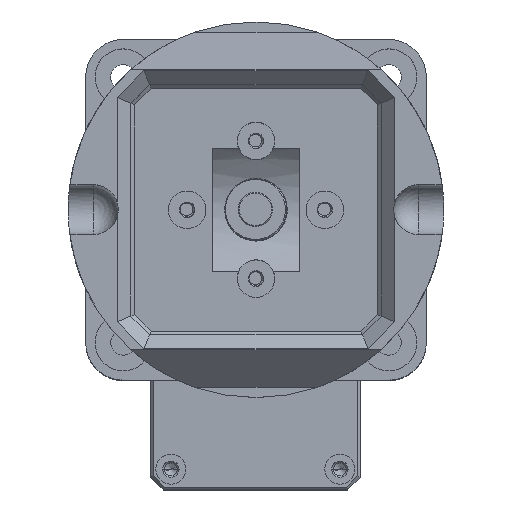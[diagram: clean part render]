
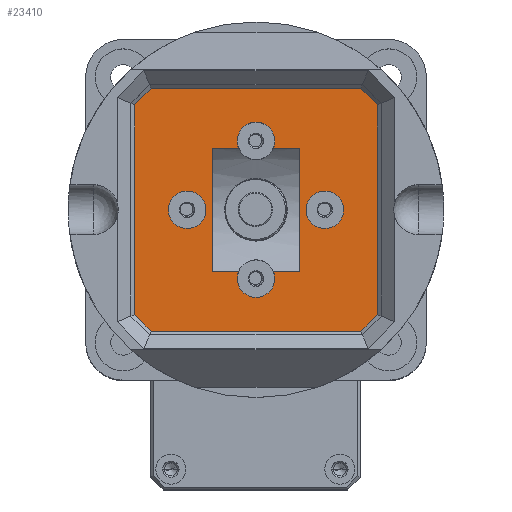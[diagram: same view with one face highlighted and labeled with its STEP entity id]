
A CAD part, top view. The second image highlights one B-rep face of the part: STEP entity #23410.
In plain terms, the highlighted face is planar.
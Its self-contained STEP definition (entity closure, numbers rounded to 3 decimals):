
#21801=CARTESIAN_POINT('',(11.,12.5,0.));
#21802=DIRECTION('',(0.,-1.,0.));
#21803=DIRECTION('',(1.,0.,0.));
#21804=AXIS2_PLACEMENT_3D('',#21801,#21802,#21803);
#21806=CARTESIAN_POINT('',(11.,12.5,0.));
#21807=DIRECTION('',(0.,-1.,0.));
#21808=DIRECTION('',(-1.,0.,0.));
#21809=AXIS2_PLACEMENT_3D('',#21806,#21807,#21808);
#21811=CARTESIAN_POINT('',(-11.,12.5,0.));
#21812=DIRECTION('',(0.,-1.,0.));
#21813=DIRECTION('',(1.,0.,0.));
#21814=AXIS2_PLACEMENT_3D('',#21811,#21812,#21813);
#21816=CARTESIAN_POINT('',(-11.,12.5,0.));
#21817=DIRECTION('',(0.,-1.,0.));
#21818=DIRECTION('',(-1.,0.,0.));
#21819=AXIS2_PLACEMENT_3D('',#21816,#21817,#21818);
#21821=DIRECTION('',(0.,0.,-1.));
#21822=VECTOR('',#21821,19.596);
#21823=CARTESIAN_POINT('',(-7.,12.5,9.798));
#21824=LINE('',#21823,#21822);
#21825=DIRECTION('',(1.,0.,0.));
#21826=VECTOR('',#21825,4.251);
#21827=CARTESIAN_POINT('',(-7.,12.5,9.798));
#21828=LINE('',#21827,#21826);
#21829=CARTESIAN_POINT('',(0.,12.5,11.));
#21830=DIRECTION('',(0.,-1.,0.));
#21831=DIRECTION('',(-1.,0.,0.));
#21832=AXIS2_PLACEMENT_3D('',#21829,#21830,#21831);
#21834=CARTESIAN_POINT('',(0.,12.5,11.));
#21835=DIRECTION('',(0.,-1.,0.));
#21836=DIRECTION('',(1.,0.,0.));
#21837=AXIS2_PLACEMENT_3D('',#21834,#21835,#21836);
#21839=CARTESIAN_POINT('',(0.,12.5,11.));
#21840=DIRECTION('',(0.,-1.,0.));
#21841=DIRECTION('',(0.916,0.,-0.401));
#21842=AXIS2_PLACEMENT_3D('',#21839,#21840,#21841);
#21844=DIRECTION('',(1.,0.,0.));
#21845=VECTOR('',#21844,4.251);
#21846=CARTESIAN_POINT('',(2.749,12.5,9.798));
#21847=LINE('',#21846,#21845);
#21848=DIRECTION('',(0.,0.,-1.));
#21849=VECTOR('',#21848,19.596);
#21850=CARTESIAN_POINT('',(7.,12.5,9.798));
#21851=LINE('',#21850,#21849);
#21852=DIRECTION('',(1.,0.,0.));
#21853=VECTOR('',#21852,4.251);
#21854=CARTESIAN_POINT('',(2.749,12.5,-9.798));
#21855=LINE('',#21854,#21853);
#21856=CARTESIAN_POINT('',(0.,12.5,-11.));
#21857=DIRECTION('',(0.,-1.,0.));
#21858=DIRECTION('',(1.,0.,0.));
#21859=AXIS2_PLACEMENT_3D('',#21856,#21857,#21858);
#21861=CARTESIAN_POINT('',(0.,12.5,-11.));
#21862=DIRECTION('',(0.,-1.,0.));
#21863=DIRECTION('',(-1.,0.,0.));
#21864=AXIS2_PLACEMENT_3D('',#21861,#21862,#21863);
#21866=CARTESIAN_POINT('',(0.,12.5,-11.));
#21867=DIRECTION('',(0.,-1.,0.));
#21868=DIRECTION('',(-0.916,0.,0.401));
#21869=AXIS2_PLACEMENT_3D('',#21866,#21867,#21868);
#21871=DIRECTION('',(1.,0.,0.));
#21872=VECTOR('',#21871,4.251);
#21873=CARTESIAN_POINT('',(-7.,12.5,-9.798));
#21874=LINE('',#21873,#21872);
#21893=DIRECTION('',(0.707,0.,0.707));
#21894=VECTOR('',#21893,3.746);
#21895=CARTESIAN_POINT('',(16.751,12.5,-19.4));
#21896=LINE('',#21895,#21894);
#21897=DIRECTION('',(0.,0.,1.));
#21898=VECTOR('',#21897,33.503);
#21899=CARTESIAN_POINT('',(19.4,12.5,-16.751));
#21900=LINE('',#21899,#21898);
#21901=DIRECTION('',(-0.707,0.,0.707));
#21902=VECTOR('',#21901,3.746);
#21903=CARTESIAN_POINT('',(19.4,12.5,16.751));
#21904=LINE('',#21903,#21902);
#21905=DIRECTION('',(-1.,0.,0.));
#21906=VECTOR('',#21905,33.503);
#21907=CARTESIAN_POINT('',(16.751,12.5,19.4));
#21908=LINE('',#21907,#21906);
#21909=DIRECTION('',(-0.707,0.,-0.707));
#21910=VECTOR('',#21909,3.746);
#21911=CARTESIAN_POINT('',(-16.751,12.5,19.4));
#21912=LINE('',#21911,#21910);
#21913=DIRECTION('',(0.,0.,-1.));
#21914=VECTOR('',#21913,33.503);
#21915=CARTESIAN_POINT('',(-19.4,12.5,16.751));
#21916=LINE('',#21915,#21914);
#21917=DIRECTION('',(0.707,0.,-0.707));
#21918=VECTOR('',#21917,3.746);
#21919=CARTESIAN_POINT('',(-19.4,12.5,-16.751));
#21920=LINE('',#21919,#21918);
#21921=DIRECTION('',(1.,0.,0.));
#21922=VECTOR('',#21921,33.503);
#21923=CARTESIAN_POINT('',(-16.751,12.5,-19.4));
#21924=LINE('',#21923,#21922);
#22020=CARTESIAN_POINT('',(-2.749,12.5,-9.798));
#22033=CARTESIAN_POINT('',(2.749,12.5,-9.798));
#22102=CARTESIAN_POINT('',(2.749,12.5,9.798));
#22121=CARTESIAN_POINT('',(-2.749,12.5,9.798));
#22533=CARTESIAN_POINT('',(-3.,12.5,-11.));
#22534=CARTESIAN_POINT('',(3.,12.5,-11.));
#22535=VERTEX_POINT('',#22533);
#22536=VERTEX_POINT('',#22534);
#22537=CARTESIAN_POINT('',(14.,12.5,0.));
#22538=CARTESIAN_POINT('',(8.,12.5,0.));
#22539=VERTEX_POINT('',#22537);
#22540=VERTEX_POINT('',#22538);
#22541=CARTESIAN_POINT('',(3.,12.5,11.));
#22542=CARTESIAN_POINT('',(-3.,12.5,11.));
#22543=VERTEX_POINT('',#22541);
#22544=VERTEX_POINT('',#22542);
#22545=CARTESIAN_POINT('',(-8.,12.5,0.));
#22546=CARTESIAN_POINT('',(-14.,12.5,0.));
#22547=VERTEX_POINT('',#22545);
#22548=VERTEX_POINT('',#22546);
#22551=VERTEX_POINT('',#22020);
#22552=VERTEX_POINT('',#22033);
#22553=VERTEX_POINT('',#22102);
#22554=VERTEX_POINT('',#22121);
#22555=CARTESIAN_POINT('',(-7.,12.5,9.798));
#22556=CARTESIAN_POINT('',(-7.,12.5,-9.798));
#22557=VERTEX_POINT('',#22555);
#22558=VERTEX_POINT('',#22556);
#22559=CARTESIAN_POINT('',(7.,12.5,9.798));
#22560=CARTESIAN_POINT('',(7.,12.5,-9.798));
#22561=VERTEX_POINT('',#22559);
#22562=VERTEX_POINT('',#22560);
#22763=CARTESIAN_POINT('',(16.751,12.5,-19.4));
#22764=CARTESIAN_POINT('',(19.4,12.5,-16.751));
#22765=VERTEX_POINT('',#22763);
#22766=VERTEX_POINT('',#22764);
#22767=CARTESIAN_POINT('',(19.4,12.5,16.751));
#22768=VERTEX_POINT('',#22767);
#22771=CARTESIAN_POINT('',(16.751,12.5,19.4));
#22772=VERTEX_POINT('',#22771);
#22775=CARTESIAN_POINT('',(-16.751,12.5,19.4));
#22776=VERTEX_POINT('',#22775);
#22781=CARTESIAN_POINT('',(-19.4,12.5,16.751));
#22782=VERTEX_POINT('',#22781);
#22783=CARTESIAN_POINT('',(-19.4,12.5,-16.751));
#22784=VERTEX_POINT('',#22783);
#22787=CARTESIAN_POINT('',(-16.751,12.5,-19.4));
#22788=VERTEX_POINT('',#22787);
#23350=CARTESIAN_POINT('',(0.,12.5,0.));
#23351=DIRECTION('',(0.,1.,0.));
#23352=DIRECTION('',(1.,0.,0.));
#23353=AXIS2_PLACEMENT_3D('',#23350,#23351,#23352);
#23354=PLANE('',#23353);
#23356=ORIENTED_EDGE('',*,*,#23355,.T.);
#23357=ORIENTED_EDGE('',*,*,#23317,.T.);
#23359=ORIENTED_EDGE('',*,*,#23358,.T.);
#23361=ORIENTED_EDGE('',*,*,#23360,.T.);
#23363=ORIENTED_EDGE('',*,*,#23362,.T.);
#23365=ORIENTED_EDGE('',*,*,#23364,.T.);
#23367=ORIENTED_EDGE('',*,*,#23366,.T.);
#23369=ORIENTED_EDGE('',*,*,#23368,.T.);
#23370=EDGE_LOOP('',(#23356,#23357,#23359,#23361,#23363,#23365,#23367,#23369));
#23371=FACE_OUTER_BOUND('',#23370,.F.);
#23373=ORIENTED_EDGE('',*,*,#23372,.F.);
#23375=ORIENTED_EDGE('',*,*,#23374,.F.);
#23376=EDGE_LOOP('',(#23373,#23375));
#23377=FACE_BOUND('',#23376,.F.);
#23379=ORIENTED_EDGE('',*,*,#23378,.F.);
#23381=ORIENTED_EDGE('',*,*,#23380,.F.);
#23382=EDGE_LOOP('',(#23379,#23381));
#23383=FACE_BOUND('',#23382,.F.);
#23385=ORIENTED_EDGE('',*,*,#23384,.F.);
#23387=ORIENTED_EDGE('',*,*,#23386,.T.);
#23389=ORIENTED_EDGE('',*,*,#23388,.F.);
#23391=ORIENTED_EDGE('',*,*,#23390,.F.);
#23393=ORIENTED_EDGE('',*,*,#23392,.F.);
#23395=ORIENTED_EDGE('',*,*,#23394,.T.);
#23397=ORIENTED_EDGE('',*,*,#23396,.T.);
#23399=ORIENTED_EDGE('',*,*,#23398,.F.);
#23401=ORIENTED_EDGE('',*,*,#23400,.F.);
#23403=ORIENTED_EDGE('',*,*,#23402,.F.);
#23405=ORIENTED_EDGE('',*,*,#23404,.F.);
#23407=ORIENTED_EDGE('',*,*,#23406,.F.);
#23408=EDGE_LOOP('',(#23385,#23387,#23389,#23391,#23393,#23395,#23397,#23399,
#23401,#23403,#23405,#23407));
#23409=FACE_BOUND('',#23408,.F.);
#23410=ADVANCED_FACE('',(#23371,#23377,#23383,#23409),#23354,.T.);
#21805=CIRCLE('',#21804,3.);
#21810=CIRCLE('',#21809,3.);
#21815=CIRCLE('',#21814,3.);
#21820=CIRCLE('',#21819,3.);
#21833=CIRCLE('',#21832,3.);
#21838=CIRCLE('',#21837,3.);
#21843=CIRCLE('',#21842,3.);
#21860=CIRCLE('',#21859,3.);
#21865=CIRCLE('',#21864,3.);
#21870=CIRCLE('',#21869,3.);
#23317=EDGE_CURVE('',#22766,#22768,#21900,.T.);
#23355=EDGE_CURVE('',#22765,#22766,#21896,.T.);
#23358=EDGE_CURVE('',#22768,#22772,#21904,.T.);
#23360=EDGE_CURVE('',#22772,#22776,#21908,.T.);
#23362=EDGE_CURVE('',#22776,#22782,#21912,.T.);
#23364=EDGE_CURVE('',#22782,#22784,#21916,.T.);
#23366=EDGE_CURVE('',#22784,#22788,#21920,.T.);
#23368=EDGE_CURVE('',#22788,#22765,#21924,.T.);
#23372=EDGE_CURVE('',#22539,#22540,#21805,.T.);
#23374=EDGE_CURVE('',#22540,#22539,#21810,.T.);
#23378=EDGE_CURVE('',#22547,#22548,#21815,.T.);
#23380=EDGE_CURVE('',#22548,#22547,#21820,.T.);
#23384=EDGE_CURVE('',#22557,#22558,#21824,.T.);
#23386=EDGE_CURVE('',#22557,#22554,#21828,.T.);
#23388=EDGE_CURVE('',#22544,#22554,#21833,.T.);
#23390=EDGE_CURVE('',#22543,#22544,#21838,.T.);
#23392=EDGE_CURVE('',#22553,#22543,#21843,.T.);
#23394=EDGE_CURVE('',#22553,#22561,#21847,.T.);
#23396=EDGE_CURVE('',#22561,#22562,#21851,.T.);
#23398=EDGE_CURVE('',#22552,#22562,#21855,.T.);
#23400=EDGE_CURVE('',#22536,#22552,#21860,.T.);
#23402=EDGE_CURVE('',#22535,#22536,#21865,.T.);
#23404=EDGE_CURVE('',#22551,#22535,#21870,.T.);
#23406=EDGE_CURVE('',#22558,#22551,#21874,.T.);
